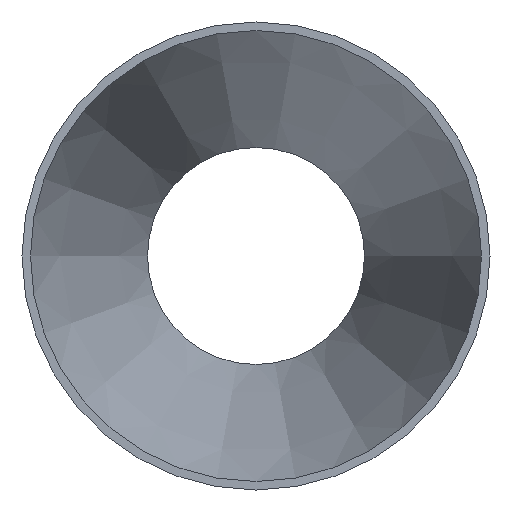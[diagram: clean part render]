
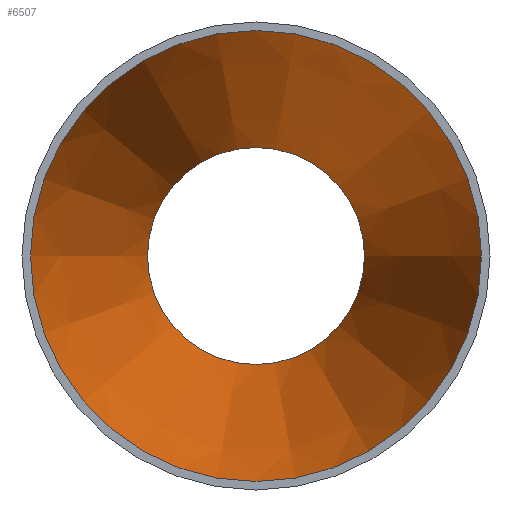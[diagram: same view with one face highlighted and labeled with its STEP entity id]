
A CAD part, left-side view. The second image highlights one B-rep face of the part: STEP entity #6507.
In plain terms, the highlighted conical face has half-angle 15.255 degrees and reference radius 54.381 mm.
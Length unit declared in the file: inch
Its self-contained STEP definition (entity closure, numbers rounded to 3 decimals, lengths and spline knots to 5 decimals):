
#79=FACE_BOUND('',#1173,.T.);
#782=FACE_OUTER_BOUND('',#1172,.T.);
#1172=EDGE_LOOP('',(#6082));
#1173=EDGE_LOOP('',(#6083));
#1295=CIRCLE('',#6813,1.391);
#1297=CIRCLE('',#6816,2.891);
#3178=VERTEX_POINT('',#14704);
#3180=VERTEX_POINT('',#14709);
#4150=EDGE_CURVE('',#3178,#3178,#1295,.T.);
#4152=EDGE_CURVE('',#3180,#3180,#1297,.T.);
#6082=ORIENTED_EDGE('',*,*,#4152,.T.);
#6083=ORIENTED_EDGE('',*,*,#4150,.T.);
#6131=CONICAL_SURFACE('',#6815,2.141,15.255);
#6507=ADVANCED_FACE('',(#782,#79),#6131,.F.);
#6813=AXIS2_PLACEMENT_3D('',#14705,#7843,#7844);
#6815=AXIS2_PLACEMENT_3D('',#14708,#7847,#7848);
#6816=AXIS2_PLACEMENT_3D('',#14710,#7849,#7850);
#7843=DIRECTION('center_axis',(1.,0.,0.));
#7844=DIRECTION('ref_axis',(0.,-1.,0.));
#7847=DIRECTION('center_axis',(-1.,0.,0.));
#7848=DIRECTION('ref_axis',(0.,-1.,0.));
#7849=DIRECTION('center_axis',(-1.,0.,0.));
#7850=DIRECTION('ref_axis',(0.,0.,
1.));
#14704=CARTESIAN_POINT('',(5.5,-1.391,0.));
#14705=CARTESIAN_POINT('Origin',(5.5,0.,0.));
#14708=CARTESIAN_POINT('Origin',(2.75,0.,0.));
#14709=CARTESIAN_POINT('',(0.,0.,
-2.891));
#14710=CARTESIAN_POINT('Origin',(0.,0.,
0.));
